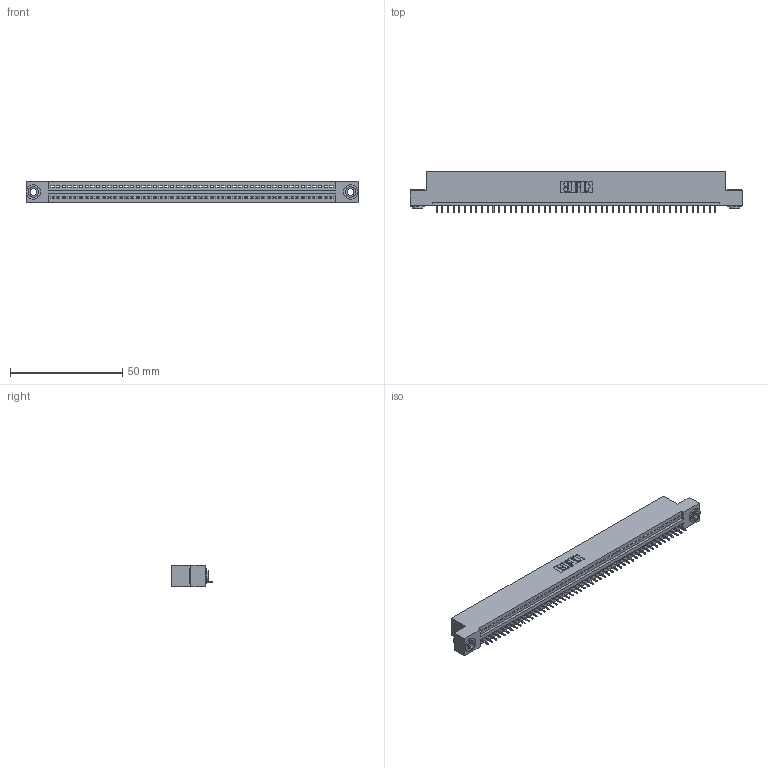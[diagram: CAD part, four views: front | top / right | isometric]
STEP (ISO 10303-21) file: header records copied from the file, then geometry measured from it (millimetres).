
FILE_DESCRIPTION (( 'STEP AP203' ), '1' );
FILE_NAME ('895-050-525-103.STEP', '2020-09-27T09:19:55', ( '' ), ( '' ), 'SwSTEP 2.0', 'SolidWorks 2020', '' );
FILE_SCHEMA (( 'CONFIG_CONTROL_DESIGN' ));
Length unit declared in the file: inch
Products named in the file (4): 895-050-525-103; 345-250-002_345-250-002-102; 345-292-001_345-293-125; 845 Part_Flush Mounting Lugs - 0.156 Dia-TH
Assembly tree (53 placements, depth 2):
  895-050-525-103
    845 Part_Flush Mounting Lugs - 0.156 Dia-TH
    345-292-001_345-293-125  x50
    345-250-002_345-250-002-102  x2
Bounding box: 148.21 x 18.72 x 9.4 mm (x, y, z)
Volume: 13957.8 mm3; surface area: 18191.1 mm2
Topology: 53 solids, 53 shells, 3264 faces, 9417 edges, 6074 vertices
Faces by surface type: plane 2390, cylinder 866, cone 8
Entity records: 37278 total; most frequent: CARTESIAN_POINT 6433, ORIENTED_EDGE 6410, DIRECTION 5639, EDGE_CURVE 3205, LINE 2853, VECTOR 2853, VERTEX_POINT 2130, AXIS2_PLACEMENT_3D 1393
